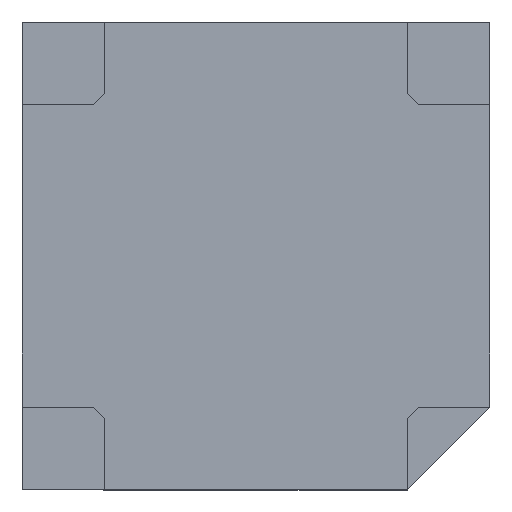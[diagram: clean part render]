
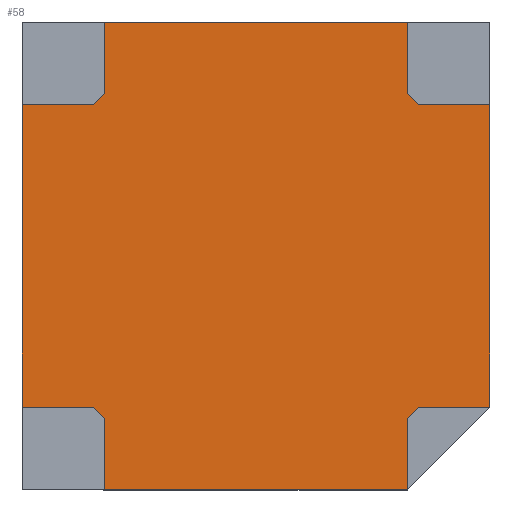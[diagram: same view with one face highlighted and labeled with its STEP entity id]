
A CAD part, top view. The second image highlights one B-rep face of the part: STEP entity #58.
In plain terms, the highlighted planar face has unit normal (0, 0, 1).
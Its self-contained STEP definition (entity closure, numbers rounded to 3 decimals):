
#58=ADVANCED_FACE('',(#4515),#4517,.T.);
#4515=FACE_BOUND('',#4516,.T.);
#4516=EDGE_LOOP('',(#8155,#8156,#8157,#8158,#8159,#8160,#8161,#8162,#8163,#8164,
#8165,#8166,#8167,#8168,#8169,#8170));
#4517=PLANE('',#4518);
#4518=AXIS2_PLACEMENT_3D('',#4519,#4520,#4521);
#4519=CARTESIAN_POINT('',(0.,0.,4.));
#4520=DIRECTION('',(0.,0.,1.));
#4521=DIRECTION('',(1.,0.,0.));
#8155=ORIENTED_EDGE('',*,*,#11108,.F.);
#8156=ORIENTED_EDGE('',*,*,#11109,.F.);
#8157=ORIENTED_EDGE('',*,*,#11068,.T.);
#8158=ORIENTED_EDGE('',*,*,#11110,.F.);
#8159=ORIENTED_EDGE('',*,*,#11111,.F.);
#8160=ORIENTED_EDGE('',*,*,#11112,.F.);
#8161=ORIENTED_EDGE('',*,*,#11100,.T.);
#8162=ORIENTED_EDGE('',*,*,#11113,.F.);
#8163=ORIENTED_EDGE('',*,*,#11114,.F.);
#8164=ORIENTED_EDGE('',*,*,#11115,.F.);
#8165=ORIENTED_EDGE('',*,*,#11089,.T.);
#8166=ORIENTED_EDGE('',*,*,#11116,.F.);
#8167=ORIENTED_EDGE('',*,*,#11117,.F.);
#8168=ORIENTED_EDGE('',*,*,#11118,.F.);
#8169=ORIENTED_EDGE('',*,*,#11079,.T.);
#8170=ORIENTED_EDGE('',*,*,#11119,.F.);
#11068=EDGE_CURVE('',#12553,#12551,#12554,.T.);
#11079=EDGE_CURVE('',#12574,#12572,#12575,.T.);
#11089=EDGE_CURVE('',#12592,#12585,#12593,.T.);
#11100=EDGE_CURVE('',#12613,#12611,#12614,.T.);
#11108=EDGE_CURVE('',#12627,#12628,#12629,.T.);
#11109=EDGE_CURVE('',#12553,#12627,#12630,.T.);
#11110=EDGE_CURVE('',#12631,#12551,#12632,.T.);
#11111=EDGE_CURVE('',#12633,#12631,#12634,.T.);
#11112=EDGE_CURVE('',#12613,#12633,#12635,.T.);
#11113=EDGE_CURVE('',#12636,#12611,#12637,.T.);
#11114=EDGE_CURVE('',#12638,#12636,#12639,.T.);
#11115=EDGE_CURVE('',#12592,#12638,#12640,.T.);
#11116=EDGE_CURVE('',#12641,#12585,#12642,.T.);
#11117=EDGE_CURVE('',#12643,#12641,#12644,.T.);
#11118=EDGE_CURVE('',#12574,#12643,#12645,.T.);
#11119=EDGE_CURVE('',#12628,#12572,#12646,.T.);
#12551=VERTEX_POINT('',#15024);
#12553=VERTEX_POINT('',#15028);
#12554=LINE('',#15029,#15030);
#12572=VERTEX_POINT('',#15067);
#12574=VERTEX_POINT('',#15071);
#12575=LINE('',#15072,#15073);
#12585=VERTEX_POINT('',#15094);
#12592=VERTEX_POINT('',#15109);
#12593=LINE('',#15110,#15111);
#12611=VERTEX_POINT('',#15148);
#12613=VERTEX_POINT('',#15152);
#12614=LINE('',#15153,#15154);
#12627=VERTEX_POINT('',#15184);
#12628=VERTEX_POINT('',#15185);
#12629=LINE('',#15186,#15187);
#12630=LINE('',#15189,#15190);
#12631=VERTEX_POINT('',#15192);
#12632=LINE('',#15193,#15194);
#12633=VERTEX_POINT('',#15196);
#12634=LINE('',#15197,#15198);
#12635=LINE('',#15200,#15201);
#12636=VERTEX_POINT('',#15203);
#12637=LINE('',#15204,#15205);
#12638=VERTEX_POINT('',#15207);
#12639=LINE('',#15208,#15209);
#12640=LINE('',#15211,#15212);
#12641=VERTEX_POINT('',#15214);
#12642=LINE('',#15215,#15216);
#12643=VERTEX_POINT('',#15218);
#12644=LINE('',#15219,#15220);
#12645=LINE('',#15222,#15223);
#12646=LINE('',#15225,#15226);
#15024=CARTESIAN_POINT('',(-2.75,4.25,4.));
#15028=CARTESIAN_POINT('',(2.75,4.25,4.));
#15029=CARTESIAN_POINT('',(2.75,4.25,4.));
#15030=VECTOR('',#15031,1.);
#15031=DIRECTION('',(-1.,0.,0.));
#15067=CARTESIAN_POINT('',(4.25,2.75,4.));
#15071=CARTESIAN_POINT('',(4.25,-2.75,4.));
#15072=CARTESIAN_POINT('',(4.25,-2.75,4.));
#15073=VECTOR('',#15074,1.);
#15074=DIRECTION('',(0.,1.,0.));
#15094=CARTESIAN_POINT('',(2.75,-4.25,4.));
#15109=CARTESIAN_POINT('',(-2.75,-4.25,4.));
#15110=CARTESIAN_POINT('',(-2.75,-4.25,4.));
#15111=VECTOR('',#15112,1.);
#15112=DIRECTION('',(1.,0.,0.));
#15148=CARTESIAN_POINT('',(-4.25,-2.75,4.));
#15152=CARTESIAN_POINT('',(-4.25,2.75,4.));
#15153=CARTESIAN_POINT('',(-4.25,2.75,4.));
#15154=VECTOR('',#15155,1.);
#15155=DIRECTION('',(0.,-1.,0.));
#15184=CARTESIAN_POINT('',(2.75,2.95,4.));
#15185=CARTESIAN_POINT('',(2.95,2.75,4.));
#15186=CARTESIAN_POINT('',(2.75,2.95,4.));
#15187=VECTOR('',#15188,1.);
#15188=DIRECTION('',(0.707,-0.707,0.));
#15189=CARTESIAN_POINT('',(2.75,4.25,4.));
#15190=VECTOR('',#15191,1.);
#15191=DIRECTION('',(0.,-1.,0.));
#15192=CARTESIAN_POINT('',(-2.75,2.95,4.));
#15193=CARTESIAN_POINT('',(-2.75,2.95,4.));
#15194=VECTOR('',#15195,1.);
#15195=DIRECTION('',(0.,1.,0.));
#15196=CARTESIAN_POINT('',(-2.95,2.75,4.));
#15197=CARTESIAN_POINT('',(-2.95,2.75,4.));
#15198=VECTOR('',#15199,1.);
#15199=DIRECTION('',(0.707,0.707,0.));
#15200=CARTESIAN_POINT('',(-4.25,2.75,4.));
#15201=VECTOR('',#15202,1.);
#15202=DIRECTION('',(1.,0.,0.));
#15203=CARTESIAN_POINT('',(-2.95,-2.75,4.));
#15204=CARTESIAN_POINT('',(-2.95,-2.75,4.));
#15205=VECTOR('',#15206,1.);
#15206=DIRECTION('',(-1.,0.,0.));
#15207=CARTESIAN_POINT('',(-2.75,-2.95,4.));
#15208=CARTESIAN_POINT('',(-2.75,-2.95,4.));
#15209=VECTOR('',#15210,1.);
#15210=DIRECTION('',(-0.707,0.707,0.));
#15211=CARTESIAN_POINT('',(-2.75,-4.25,4.));
#15212=VECTOR('',#15213,1.);
#15213=DIRECTION('',(0.,1.,0.));
#15214=CARTESIAN_POINT('',(2.75,-2.95,4.));
#15215=CARTESIAN_POINT('',(2.75,-2.95,4.));
#15216=VECTOR('',#15217,1.);
#15217=DIRECTION('',(0.,-1.,0.));
#15218=CARTESIAN_POINT('',(2.95,-2.75,4.));
#15219=CARTESIAN_POINT('',(2.95,-2.75,4.));
#15220=VECTOR('',#15221,1.);
#15221=DIRECTION('',(-0.707,-0.707,0.));
#15222=CARTESIAN_POINT('',(4.25,-2.75,4.));
#15223=VECTOR('',#15224,1.);
#15224=DIRECTION('',(-1.,0.,0.));
#15225=CARTESIAN_POINT('',(2.95,2.75,4.));
#15226=VECTOR('',#15227,1.);
#15227=DIRECTION('',(1.,0.,0.));
